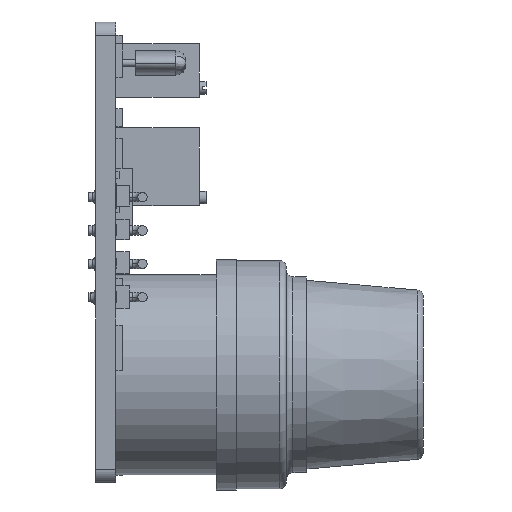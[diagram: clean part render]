
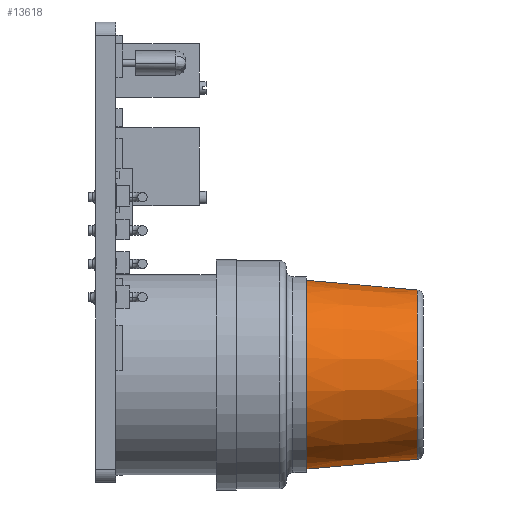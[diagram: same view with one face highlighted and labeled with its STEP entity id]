
A CAD part, left-side view. The second image highlights one B-rep face of the part: STEP entity #13618.
In plain terms, the highlighted conical face has half-angle 5 degrees and reference radius 7.17 mm.
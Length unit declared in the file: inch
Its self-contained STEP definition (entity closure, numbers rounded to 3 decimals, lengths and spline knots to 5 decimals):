
#246 = ORIENTED_EDGE ( 'NONE', *, *, #20558, .T. ) ;
#753 = CARTESIAN_POINT ( 'NONE',  ( 0.12367, -0.57, -0.64824 ) ) ;
#1527 = LINE ( 'NONE', #10275, #11077 ) ;
#1646 = VERTEX_POINT ( 'NONE', #19807 ) ;
#1670 = CARTESIAN_POINT ( 'NONE',  ( 0.12367, -0.90174, -0.61921 ) ) ;
#2065 = CARTESIAN_POINT ( 'NONE',  ( 0.12367, -0.90174, -0.11268 ) ) ;
#7065 = CARTESIAN_POINT ( 'NONE',  ( 0.12367, -0.57, -0.64824 ) ) ;
#7730 = ORIENTED_EDGE ( 'NONE', *, *, #18591, .F. ) ;
#8287 = VERTEX_POINT ( 'NONE', #753 ) ;
#8385 = ORIENTED_EDGE ( 'NONE', *, *, #15229, .T. ) ;
#9000 = CIRCLE ( 'NONE', #12640, 0.28229 ) ;
#9370 = CARTESIAN_POINT ( 'NONE',  ( 0.12367, -0.90174, -0.36595 ) ) ;
#9589 = FACE_OUTER_BOUND ( 'NONE', #19485, .T. ) ;
#9714 = DIRECTION ( 'NONE',  ( 0., 0., -1. ) ) ;
#10275 = CARTESIAN_POINT ( 'NONE',  ( 0.12367, -0.57, -0.08365 ) ) ;
#11077 = VECTOR ( 'NONE', #15076, 39.37008 ) ;
#11145 = DIRECTION ( 'NONE',  ( 0., 0.996, -0.087 ) ) ;
#11155 = EDGE_CURVE ( 'NONE', #19984, #1646, #1527, .T. ) ;
#12249 = AXIS2_PLACEMENT_3D ( 'NONE', #22551, #18578, #9714 ) ;
#12562 = AXIS2_PLACEMENT_3D ( 'NONE', #9370, #22202, #15608 ) ;
#12640 = AXIS2_PLACEMENT_3D ( 'NONE', #28266, #20730, #22886 ) ;
#13618 = ADVANCED_FACE ( 'NONE', ( #9589 ), #27119, .T. ) ;
#15076 = DIRECTION ( 'NONE',  ( 0., 0.996, 0.087 ) ) ;
#15229 = EDGE_CURVE ( 'NONE', #15538, #19984, #16707, .T. ) ;
#15538 = VERTEX_POINT ( 'NONE', #1670 ) ;
#15608 = DIRECTION ( 'NONE',  ( 0., 0., 1. ) ) ;
#16707 = CIRCLE ( 'NONE', #12562, 0.25327 ) ;
#18103 = LINE ( 'NONE', #7065, #25742 ) ;
#18578 = DIRECTION ( 'NONE',  ( 0., 1., 0. ) ) ;
#18591 = EDGE_CURVE ( 'NONE', #15538, #8287, #18103, .T. ) ;
#19485 = EDGE_LOOP ( 'NONE', ( #8385, #21693, #246, #7730 ) ) ;
#19807 = CARTESIAN_POINT ( 'NONE',  ( 0.12367, -0.57, -0.08365 ) ) ;
#19984 = VERTEX_POINT ( 'NONE', #2065 ) ;
#20558 = EDGE_CURVE ( 'NONE', #1646, #8287, #9000, .T. ) ;
#20730 = DIRECTION ( 'NONE',  ( 0., -1., 0. ) ) ;
#21693 = ORIENTED_EDGE ( 'NONE', *, *, #11155, .T. ) ;
#22202 = DIRECTION ( 'NONE',  ( 0., 1., 0. ) ) ;
#22551 = CARTESIAN_POINT ( 'NONE',  ( 0.12367, -0.57, -0.36595 ) ) ;
#22886 = DIRECTION ( 'NONE',  ( 0., 0., -1. ) ) ;
#25742 = VECTOR ( 'NONE', #11145, 39.37008 ) ;
#27119 = CONICAL_SURFACE ( 'NONE', #12249, 0.28229, 0.087 ) ;
#28266 = CARTESIAN_POINT ( 'NONE',  ( 0.12367, -0.57, -0.36595 ) ) ;
